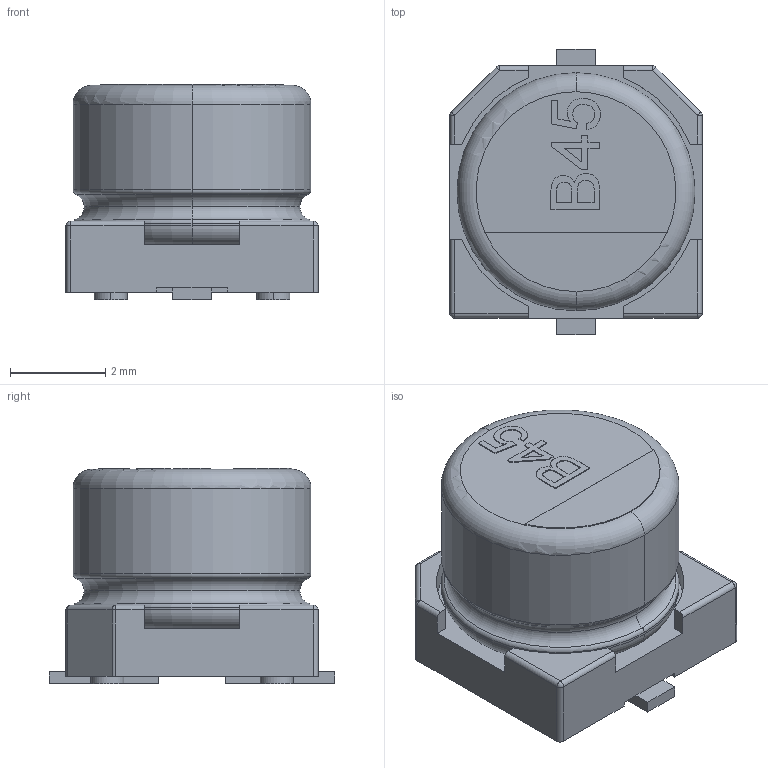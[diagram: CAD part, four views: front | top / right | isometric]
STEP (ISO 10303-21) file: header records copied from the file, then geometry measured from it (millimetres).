
FILE_DESCRIPTION (( 'STEP AP214' ), '1' );
FILE_NAME ('SMD Capacitor Polar B45 (5X4.5mm).STEP', '2019-06-13T11:28:43', ( '' ), ( '' ), 'SwSTEP 2.0', 'SolidWorks 2018', '' );
FILE_SCHEMA (( 'AUTOMOTIVE_DESIGN' ));
Length unit declared in the file: millimetre
Products named in the file (1): SMD Capacitor Polar B45 (5X4.5mm)
Bounding box: 5.3 x 6 x 4.52 mm (x, y, z)
Volume: 93.5 mm3; surface area: 152.4 mm2
Topology: 1 solids, 1 shells, 153 faces, 386 edges, 242 vertices
Faces by surface type: plane 83, cylinder 33, bspline 19, torus 12, sphere 6
Entity records: 7157 total; most frequent: CARTESIAN_POINT 1861, ORIENTED_EDGE 764, DIRECTION 703, EDGE_CURVE 382, LINE 255, VECTOR 255, VERTEX_POINT 242, AXIS2_PLACEMENT_3D 224
